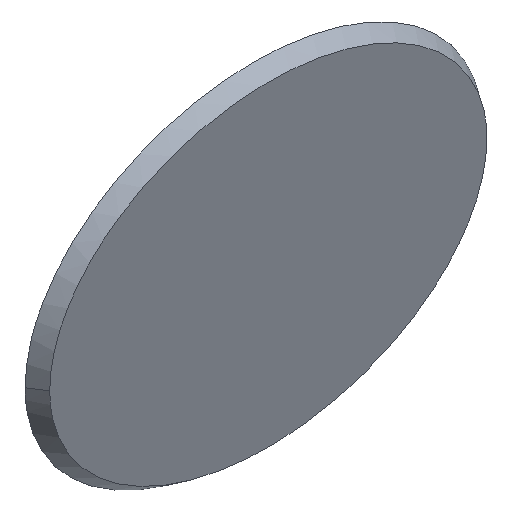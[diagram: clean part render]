
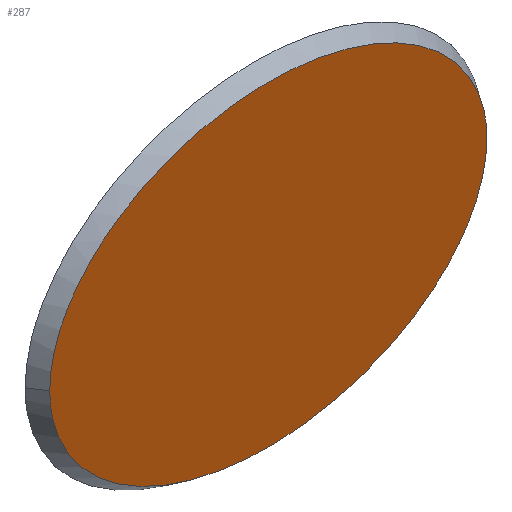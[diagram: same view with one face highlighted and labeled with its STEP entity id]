
A CAD part, isometric view. The second image highlights one B-rep face of the part: STEP entity #287.
In plain terms, the highlighted planar face has unit normal (0, -1, 0).
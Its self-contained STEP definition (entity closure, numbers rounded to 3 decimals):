
#8 = CARTESIAN_POINT ( 'NONE',  ( 25.706, -1., -10.514 ) ) ;
#16 = FACE_OUTER_BOUND ( 'NONE', #385, .T. ) ;
#18 = VERTEX_POINT ( 'NONE', #73 ) ;
#22 = CARTESIAN_POINT ( 'NONE',  ( -29.3, -1., 0. ) ) ;
#53 = CARTESIAN_POINT ( 'NONE',  ( -18.166, -1., 16.849 ) ) ;
#56 = CARTESIAN_POINT ( 'NONE',  ( 23.569, -1., 12.876 ) ) ;
#73 = CARTESIAN_POINT ( 'NONE',  ( 29.3, -1., 0. ) ) ;
#87 = CARTESIAN_POINT ( 'NONE',  ( -14.904, -1., 18.456 ) ) ;
#89 = CARTESIAN_POINT ( 'NONE',  ( -7.759, -1., 20.632 ) ) ;
#99 = EDGE_CURVE ( 'NONE', #18, #199, #356, .T. ) ;
#110 = CARTESIAN_POINT ( 'NONE',  ( -23.569, -1., -12.876 ) ) ;
#112 = CARTESIAN_POINT ( 'NONE',  ( 18.166, -1., -16.849 ) ) ;
#133 = CARTESIAN_POINT ( 'NONE',  ( 7.759, -1., 20.632 ) ) ;
#141 = CARTESIAN_POINT ( 'NONE',  ( 28.57, -1., -5.431 ) ) ;
#143 = CARTESIAN_POINT ( 'NONE',  ( -7.759, -1., -20.632 ) ) ;
#144 = AXIS2_PLACEMENT_3D ( 'NONE', #411, #375, #196 ) ;
#159 = PLANE ( 'NONE',  #144 ) ;
#164 = CARTESIAN_POINT ( 'NONE',  ( -3.88, -1., 21.2 ) ) ;
#171 = ORIENTED_EDGE ( 'NONE', *, *, #388, .F. ) ;
#177 = CARTESIAN_POINT ( 'NONE',  ( 29.3, -1., 0. ) ) ;
#184 = CARTESIAN_POINT ( 'NONE',  ( -18.166, -1., -16.849 ) ) ;
#196 = DIRECTION ( 'NONE',  ( 0., 0., 1. ) ) ;
#199 = VERTEX_POINT ( 'NONE', #290 ) ;
#200 = CARTESIAN_POINT ( 'NONE',  ( 28.57, -1., 5.431 ) ) ;
#202 = CARTESIAN_POINT ( 'NONE',  ( 25.706, -1., 10.514 ) ) ;
#229 = B_SPLINE_CURVE_WITH_KNOTS ( 'NONE', 3,
 ( #22, #269, #306, #417, #381, #53, #87, #89, #164, #235, #133, #242, #349, #56, #202, #200, #345, #454 ),
 .UNSPECIFIED., .F., .F.,
 ( 4, 2, 2, 2, 2, 2, 2, 2, 4 ),
 ( 0.5, 0.563, 0.625, 0.688, 0.75, 0.813, 0.875, 0.938, 1. ),
 .UNSPECIFIED. ) ;
#235 = CARTESIAN_POINT ( 'NONE',  ( 3.88, -1., 21.2 ) ) ;
#241 = ORIENTED_EDGE ( 'NONE', *, *, #99, .F. ) ;
#242 = CARTESIAN_POINT ( 'NONE',  ( 14.904, -1., 18.456 ) ) ;
#246 = CARTESIAN_POINT ( 'NONE',  ( 23.569, -1., -12.876 ) ) ;
#269 = CARTESIAN_POINT ( 'NONE',  ( -29.3, -1., 2.714 ) ) ;
#281 = CARTESIAN_POINT ( 'NONE',  ( 29.3, -1., -2.714 ) ) ;
#283 = CARTESIAN_POINT ( 'NONE',  ( -3.88, -1., -21.2 ) ) ;
#286 = CARTESIAN_POINT ( 'NONE',  ( 14.904, -1., -18.456 ) ) ;
#287 = ADVANCED_FACE ( 'NONE', ( #16 ), #159, .F. ) ;
#289 = CARTESIAN_POINT ( 'NONE',  ( -25.706, -1., -10.514 ) ) ;
#290 = CARTESIAN_POINT ( 'NONE',  ( -29.3, -1., 0. ) ) ;
#306 = CARTESIAN_POINT ( 'NONE',  ( -28.57, -1., 5.431 ) ) ;
#345 = CARTESIAN_POINT ( 'NONE',  ( 29.3, -1., 2.714 ) ) ;
#349 = CARTESIAN_POINT ( 'NONE',  ( 18.166, -1., 16.849 ) ) ;
#356 = B_SPLINE_CURVE_WITH_KNOTS ( 'NONE', 3,
 ( #177, #281, #141, #8, #246, #112, #286, #440, #467, #283, #143, #393, #184, #110, #289, #359, #437, #465 ),
 .UNSPECIFIED., .F., .F.,
 ( 4, 2, 2, 2, 2, 2, 2, 2, 4 ),
 ( 0., 0.063, 0.125, 0.188, 0.25, 0.313, 0.375, 0.438, 0.5 ),
 .UNSPECIFIED. ) ;
#359 = CARTESIAN_POINT ( 'NONE',  ( -28.57, -1., -5.431 ) ) ;
#375 = DIRECTION ( 'NONE',  ( 0., 1., 0. ) ) ;
#381 = CARTESIAN_POINT ( 'NONE',  ( -23.569, -1., 12.876 ) ) ;
#385 = EDGE_LOOP ( 'NONE', ( #241, #171 ) ) ;
#388 = EDGE_CURVE ( 'NONE', #199, #18, #229, .T. ) ;
#393 = CARTESIAN_POINT ( 'NONE',  ( -14.904, -1., -18.456 ) ) ;
#411 = CARTESIAN_POINT ( 'NONE',  ( 0., -1., 0. ) ) ;
#417 = CARTESIAN_POINT ( 'NONE',  ( -25.706, -1., 10.514 ) ) ;
#437 = CARTESIAN_POINT ( 'NONE',  ( -29.3, -1., -2.714 ) ) ;
#440 = CARTESIAN_POINT ( 'NONE',  ( 7.759, -1., -20.632 ) ) ;
#454 = CARTESIAN_POINT ( 'NONE',  ( 29.3, -1., 0. ) ) ;
#465 = CARTESIAN_POINT ( 'NONE',  ( -29.3, -1., 0. ) ) ;
#467 = CARTESIAN_POINT ( 'NONE',  ( 3.88, -1., -21.2 ) ) ;
